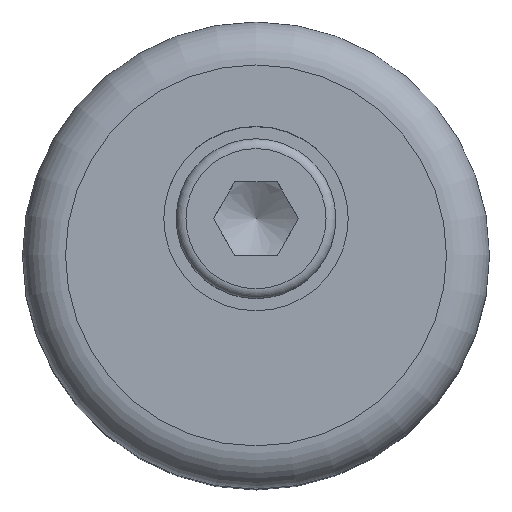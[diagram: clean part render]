
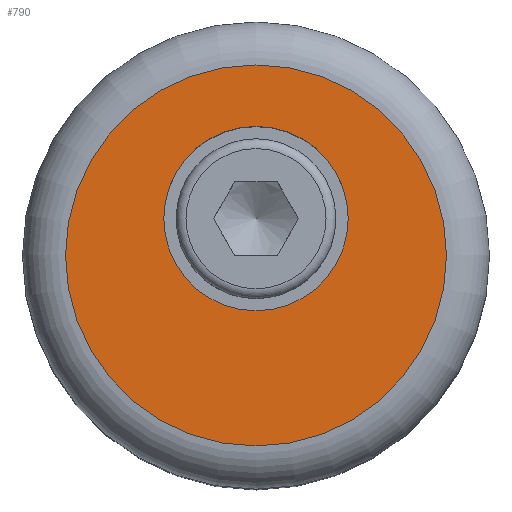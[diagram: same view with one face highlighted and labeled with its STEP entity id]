
A CAD part, top view. The second image highlights one B-rep face of the part: STEP entity #790.
In plain terms, the highlighted planar face has unit normal (0, 0, 1).
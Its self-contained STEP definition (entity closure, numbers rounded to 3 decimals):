
#166=FACE_OUTER_BOUND('',#281,.T.);
#193=PLANE('',#879);
#214=FACE_BOUND('',#282,.T.);
#281=EDGE_LOOP('',(#678));
#282=EDGE_LOOP('',(#679));
#328=CIRCLE('',#875,15.5);
#331=CIRCLE('',#880,7.5);
#406=VERTEX_POINT('',#2033);
#409=VERTEX_POINT('',#2041);
#499=EDGE_CURVE('',#406,#406,#328,.T.);
#502=EDGE_CURVE('',#409,#409,#331,.T.);
#678=ORIENTED_EDGE('',*,*,#499,.F.);
#679=ORIENTED_EDGE('',*,*,#502,.T.);
#790=ADVANCED_FACE('',(#166,#214),#193,.F.);
#875=AXIS2_PLACEMENT_3D('',#2034,#1080,#1081);
#879=AXIS2_PLACEMENT_3D('',#2040,#1088,#1089);
#880=AXIS2_PLACEMENT_3D('',#2042,#1090,#1091);
#1080=DIRECTION('center_axis',(0.,0.,-1.));
#1081=DIRECTION('ref_axis',(-1.,0.,0.));
#1088=DIRECTION('center_axis',(0.,0.,-1.));
#1089=DIRECTION('ref_axis',(-1.,0.,0.));
#1090=DIRECTION('center_axis',(0.,0.,-1.));
#1091=DIRECTION('ref_axis',(1.,0.,0.));
#2033=CARTESIAN_POINT('',(15.5,-3.,50.));
#2034=CARTESIAN_POINT('Origin',(0.,-3.,50.));
#2040=CARTESIAN_POINT('Origin',(0.,-3.,50.));
#2041=CARTESIAN_POINT('',(7.5,0.,50.));
#2042=CARTESIAN_POINT('Origin',(0.,0.,50.));
